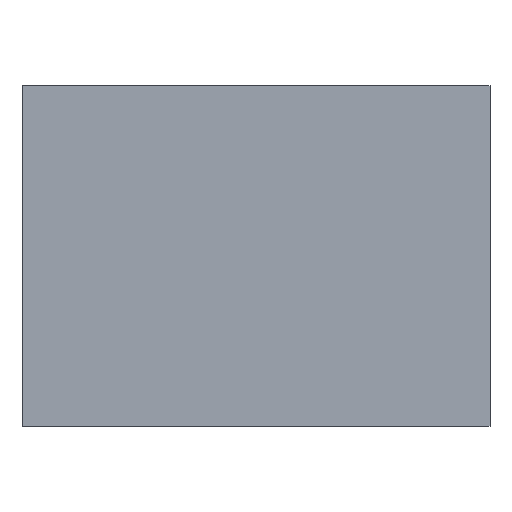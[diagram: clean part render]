
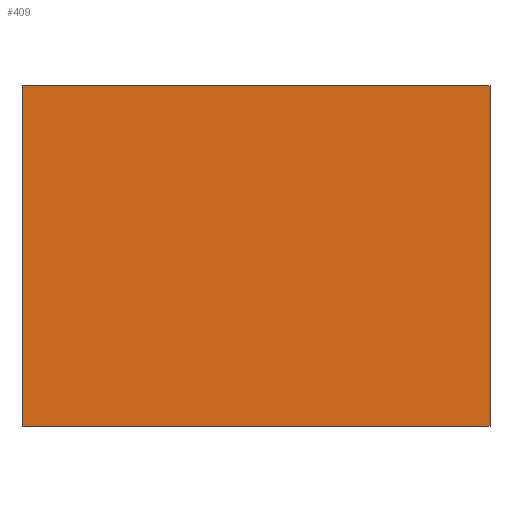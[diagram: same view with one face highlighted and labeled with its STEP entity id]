
A CAD part, front view. The second image highlights one B-rep face of the part: STEP entity #409.
In plain terms, the highlighted planar face has unit normal (0, -1, 0).
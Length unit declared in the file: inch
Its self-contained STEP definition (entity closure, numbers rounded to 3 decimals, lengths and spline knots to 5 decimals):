
#409 = ADVANCED_FACE( '', ( #1023 ), #1024, .F. );
#1023 = FACE_OUTER_BOUND( '', #1868, .T. );
#1024 = PLANE( '', #1869 );
#1868 = EDGE_LOOP( '', ( #3066, #3067, #3068, #3069 ) );
#1869 = AXIS2_PLACEMENT_3D( '', #3070, #3071, #3072 );
#3066 = ORIENTED_EDGE( '', *, *, #4845, .T. );
#3067 = ORIENTED_EDGE( '', *, *, #4924, .F. );
#3068 = ORIENTED_EDGE( '', *, *, #4925, .F. );
#3069 = ORIENTED_EDGE( '', *, *, #4912, .T. );
#3070 = CARTESIAN_POINT( '', ( 2.75, 0., 2. ) );
#3071 = DIRECTION( '', ( 0., 1., 0. ) );
#3072 = DIRECTION( '', ( 0., 0., 1. ) );
#4845 = EDGE_CURVE( '', #5843, #5841, #5844, .T. );
#4912 = EDGE_CURVE( '', #5950, #5843, #5951, .T. );
#4924 = EDGE_CURVE( '', #5968, #5841, #5969, .T. );
#4925 = EDGE_CURVE( '', #5950, #5968, #5970, .T. );
#5841 = VERTEX_POINT( '', #7201 );
#5843 = VERTEX_POINT( '', #7204 );
#5844 = LINE( '', #7205, #7206 );
#5950 = VERTEX_POINT( '', #7343 );
#5951 = LINE( '', #7344, #7345 );
#5968 = VERTEX_POINT( '', #7366 );
#5969 = LINE( '', #7367, #7368 );
#5970 = LINE( '', #7369, #7370 );
#7201 = CARTESIAN_POINT( '', ( 0., 0., 0. ) );
#7204 = CARTESIAN_POINT( '', ( 0., 0., 2. ) );
#7205 = CARTESIAN_POINT( '', ( 0., 0., 2. ) );
#7206 = VECTOR( '', #8515, 39.37008 );
#7343 = CARTESIAN_POINT( '', ( 2.75, 0., 2. ) );
#7344 = CARTESIAN_POINT( '', ( 2.75, 0., 2. ) );
#7345 = VECTOR( '', #8604, 39.37008 );
#7366 = CARTESIAN_POINT( '', ( 2.75, 0., 0. ) );
#7367 = CARTESIAN_POINT( '', ( 2.75, 0., 0. ) );
#7368 = VECTOR( '', #8618, 39.37008 );
#7369 = CARTESIAN_POINT( '', ( 2.75, 0., 2. ) );
#7370 = VECTOR( '', #8619, 39.37008 );
#8515 = DIRECTION( '', ( 0., 0., -1. ) );
#8604 = DIRECTION( '', ( -1., 0., 0. ) );
#8618 = DIRECTION( '', ( -1., 0., 0. ) );
#8619 = DIRECTION( '', ( 0., 0., -1. ) );
